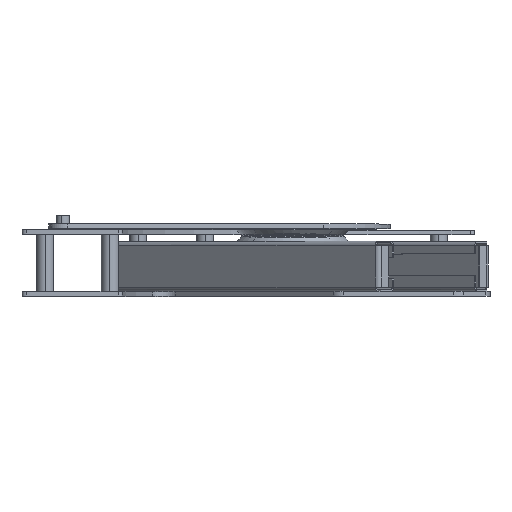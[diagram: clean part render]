
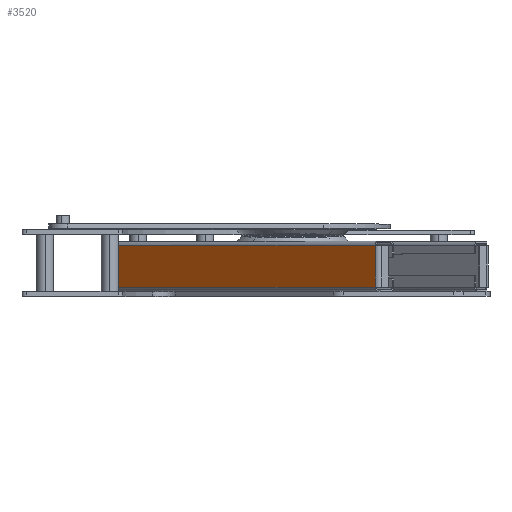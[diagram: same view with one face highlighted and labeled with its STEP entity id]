
A CAD part, top view. The second image highlights one B-rep face of the part: STEP entity #3520.
In plain terms, the highlighted free-form (B-spline) face has degree [1, 1] with [2, 2] control points.
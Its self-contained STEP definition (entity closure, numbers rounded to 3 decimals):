
#3397 = VERTEX_POINT('',#3398);
#3398 = CARTESIAN_POINT('',(60.642,3.94,
    162.795));
#3404 = EDGE_CURVE('',#3405,#3397,#3407,.T.);
#3405 = VERTEX_POINT('',#3406);
#3406 = CARTESIAN_POINT('',(-178.025,3.94,
    -75.872));
#3407 = B_SPLINE_CURVE_WITH_KNOTS('',1,(#3408,#3409),.UNSPECIFIED.,.F.,
  .F.,(2,2),(0.,257.),.PIECEWISE_BEZIER_KNOTS.);
#3408 = CARTESIAN_POINT('',(-178.025,3.94,
    -75.872));
#3409 = CARTESIAN_POINT('',(60.642,3.94,
    162.795));
#3463 = EDGE_CURVE('',#3464,#3466,#3468,.T.);
#3464 = VERTEX_POINT('',#3465);
#3465 = CARTESIAN_POINT('',(60.642,42.027,
    162.795));
#3466 = VERTEX_POINT('',#3467);
#3467 = CARTESIAN_POINT('',(-178.025,42.027,
    -75.872));
#3468 = B_SPLINE_CURVE_WITH_KNOTS('',1,(#3469,#3470),.UNSPECIFIED.,.F.,
  .F.,(2,2),(3.,260.),.PIECEWISE_BEZIER_KNOTS.);
#3469 = CARTESIAN_POINT('',(60.642,42.027,
    162.795));
#3470 = CARTESIAN_POINT('',(-178.025,42.027,
    -75.872));
#3520 = ADVANCED_FACE('',(#3521),#3535,.F.);
#3521 = FACE_BOUND('',#3522,.T.);
#3522 = EDGE_LOOP('',(#3523,#3528,#3529,#3534));
#3523 = ORIENTED_EDGE('',*,*,#3524,.T.);
#3524 = EDGE_CURVE('',#3397,#3464,#3525,.T.);
#3525 = B_SPLINE_CURVE_WITH_KNOTS('',1,(#3526,#3527),.UNSPECIFIED.,.F.,
  .F.,(2,2),(0.,29.),.PIECEWISE_BEZIER_KNOTS.);
#3526 = CARTESIAN_POINT('',(60.642,3.94,
    162.795));
#3527 = CARTESIAN_POINT('',(60.642,42.027,
    162.795));
#3528 = ORIENTED_EDGE('',*,*,#3463,.T.);
#3529 = ORIENTED_EDGE('',*,*,#3530,.F.);
#3530 = EDGE_CURVE('',#3405,#3466,#3531,.T.);
#3531 = B_SPLINE_CURVE_WITH_KNOTS('',1,(#3532,#3533),.UNSPECIFIED.,.F.,
  .F.,(2,2),(3.,32.),.PIECEWISE_BEZIER_KNOTS.);
#3532 = CARTESIAN_POINT('',(-178.025,3.94,
    -75.872));
#3533 = CARTESIAN_POINT('',(-178.025,42.027,
    -75.872));
#3534 = ORIENTED_EDGE('',*,*,#3404,.T.);
#3535 = B_SPLINE_SURFACE_WITH_KNOTS('',1,1,(
    (#3536,#3537)
    ,(#3538,#3539
    )),.UNSPECIFIED.,.F.,.F.,.F.,(2,2),(2,2),(-130.,127.),(-14.5,14.5),
  .PIECEWISE_BEZIER_KNOTS.);
#3536 = CARTESIAN_POINT('',(-178.025,42.027,
    -75.872));
#3537 = CARTESIAN_POINT('',(-178.025,3.94,
    -75.872));
#3538 = CARTESIAN_POINT('',(60.642,42.027,
    162.795));
#3539 = CARTESIAN_POINT('',(60.642,3.94,
    162.795));
